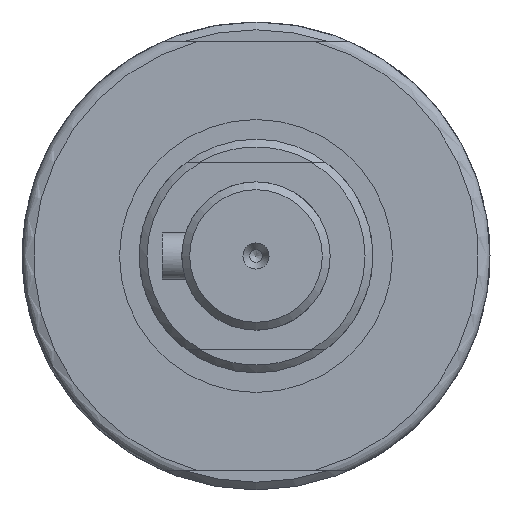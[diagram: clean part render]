
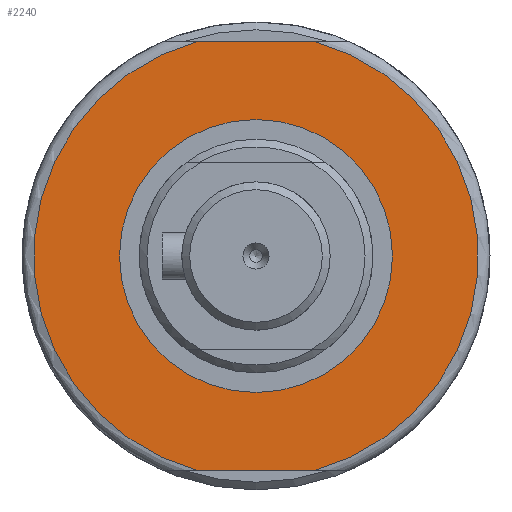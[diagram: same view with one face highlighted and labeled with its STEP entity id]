
A CAD part, left-side view. The second image highlights one B-rep face of the part: STEP entity #2240.
In plain terms, the highlighted planar face has unit normal (-1, 0, 0).
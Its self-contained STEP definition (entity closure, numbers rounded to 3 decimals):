
#1895=CARTESIAN_POINT('',(-158.,7.483,27.5));
#1896=VERTEX_POINT('',#1895);
#1922=CARTESIAN_POINT('',(-158.,-7.483,27.5));
#1923=VERTEX_POINT('',#1922);
#1924=CARTESIAN_POINT('',(-158.,-7.483,27.5));
#1925=DIRECTION('',(0.0,1.0,0.0));
#1926=VECTOR('',#1925,14.967);
#1927=LINE('',#1924,#1926);
#1928=EDGE_CURVE('',#1923,#1896,#1927,.T.);
#2035=CARTESIAN_POINT('',(-158.,-7.483,-27.5));
#2036=VERTEX_POINT('',#2035);
#2062=CARTESIAN_POINT('',(-158.,7.483,-27.5));
#2063=VERTEX_POINT('',#2062);
#2064=CARTESIAN_POINT('',(-158.,7.483,-27.5));
#2065=DIRECTION('',(0.0,-1.0,0.0));
#2066=VECTOR('',#2065,14.967);
#2067=LINE('',#2064,#2066);
#2068=EDGE_CURVE('',#2063,#2036,#2067,.T.);
#2206=CARTESIAN_POINT('',(-158.,23.,0.));
#2207=DIRECTION('',(-1.0,0.0,0.0));
#2208=DIRECTION('',(0.0,0.0,1.0));
#2209=AXIS2_PLACEMENT_3D('',#2206,#2207,#2208);
#2210=PLANE('',#2209);
#2211=ORIENTED_EDGE('',*,*,#1928,.T.);
#2212=CARTESIAN_POINT('',(-158.,0.,0.));
#2213=DIRECTION('',(1.0,0.0,0.0));
#2214=DIRECTION('',(0.0,1.0,0.0));
#2215=AXIS2_PLACEMENT_3D('',#2212,#2213,#2214);
#2216=CIRCLE('',#2215,28.5);
#2217=EDGE_CURVE('',#2063,#1896,#2216,.T.);
#2218=ORIENTED_EDGE('',*,*,#2217,.F.);
#2219=ORIENTED_EDGE('',*,*,#2068,.T.);
#2220=CARTESIAN_POINT('',(-158.,0.,0.));
#2221=DIRECTION('',(1.0,0.0,0.0));
#2222=DIRECTION('',(0.0,1.0,0.0));
#2223=AXIS2_PLACEMENT_3D('',#2220,#2221,#2222);
#2224=CIRCLE('',#2223,28.5);
#2225=EDGE_CURVE('',#1923,#2036,#2224,.T.);
#2226=ORIENTED_EDGE('',*,*,#2225,.F.);
#2227=EDGE_LOOP('',(#2211,#2218,#2219,#2226));
#2228=FACE_OUTER_BOUND('',#2227,.T.);
#2229=CARTESIAN_POINT('',(-158.,17.5,0.));
#2230=VERTEX_POINT('',#2229);
#2231=CARTESIAN_POINT('',(-158.,0.,0.));
#2232=DIRECTION('',(1.0,0.0,0.0));
#2233=DIRECTION('',(0.0,1.0,0.0));
#2234=AXIS2_PLACEMENT_3D('',#2231,#2232,#2233);
#2235=CIRCLE('',#2234,17.5);
#2236=EDGE_CURVE('',#2230,#2230,#2235,.T.);
#2237=ORIENTED_EDGE('',*,*,#2236,.T.);
#2238=EDGE_LOOP('',(#2237));
#2239=FACE_BOUND('',#2238,.T.);
#2240=ADVANCED_FACE('',(#2228,#2239),#2210,.T.);
